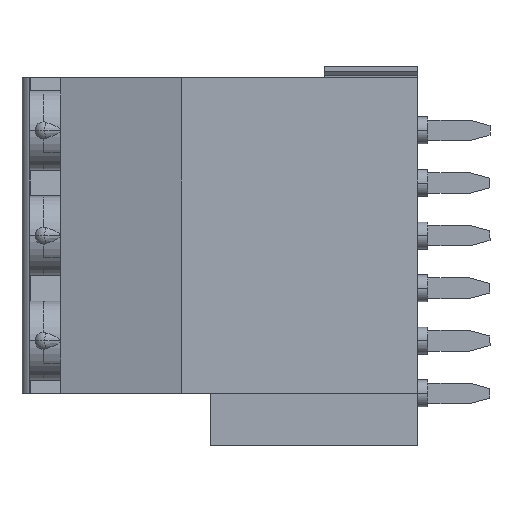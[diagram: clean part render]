
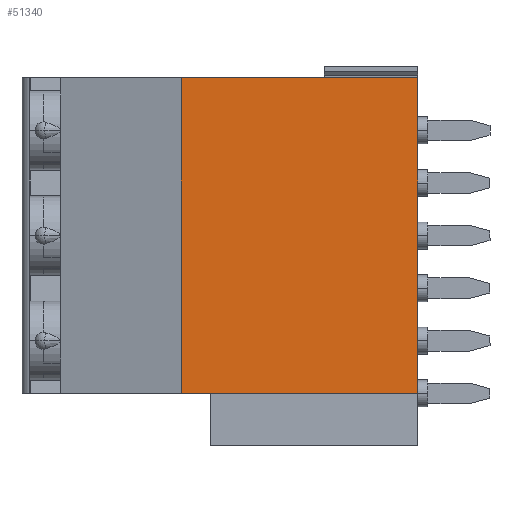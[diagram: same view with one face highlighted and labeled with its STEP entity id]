
A CAD part, left-side view. The second image highlights one B-rep face of the part: STEP entity #51340.
In plain terms, the highlighted planar face has unit normal (-1, 0, 0).
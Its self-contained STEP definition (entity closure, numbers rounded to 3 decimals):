
#2730=CARTESIAN_POINT('',(-63.352,18.464
   ,-2.54));
#2740=VERTEX_POINT('',#2730);
#2770=CARTESIAN_POINT('',(-63.352,29.534
   ,-2.54));
#2780=DIRECTION('',(0.,1.,
   0.));
#2790=VECTOR('',#2780,1.);
#2800=LINE('',#2770,#2790);
#2810=CARTESIAN_POINT('',(-63.352,29.883
   ,-2.54));
#2820=VERTEX_POINT('',#2810);
#2830=EDGE_CURVE('',#2740,#2820,#2800,.T.);
#51040=CARTESIAN_POINT('',(-63.352,
   29.534,-10.16));
#51050=DIRECTION('',(-1.,0.,
   0.));
#51060=DIRECTION('',(0.,-1.,
   0.));
#51070=AXIS2_PLACEMENT_3D('',#51040,#51050,#51060);
#51080=PLANE('',#51070);
#51090=ORIENTED_EDGE('',*,*,#2830,.T.);
#51100=CARTESIAN_POINT('',(-63.352,
   18.464,-17.78));
#51110=DIRECTION('',(0.,0.,
   1.));
#51120=VECTOR('',#51110,1.);
#51130=LINE('',#51100,#51120);
#51140=CARTESIAN_POINT('',(-63.352,
   18.464,-17.78));
#51150=VERTEX_POINT('',#51140);
#51160=EDGE_CURVE('',#51150,#2740,#51130,.T.);
#51170=ORIENTED_EDGE('',*,*,#51160,.T.);
#51180=CARTESIAN_POINT('',(-63.352,
   -23.761,-17.78));
#51190=DIRECTION('',(0.,1.,
   0.));
#51200=VECTOR('',#51190,1.);
#51210=LINE('',#51180,#51200);
#51220=CARTESIAN_POINT('',(-63.352,
   29.883,-17.78));
#51230=VERTEX_POINT('',#51220);
#51240=EDGE_CURVE('',#51150,#51230,#51210,.T.);
#51250=ORIENTED_EDGE('',*,*,#51240,.F.);
#51260=CARTESIAN_POINT('',(-63.352,
   29.883,-17.78));
#51270=DIRECTION('',(0.,0.,
   1.));
#51280=VECTOR('',#51270,1.);
#51290=LINE('',#51260,#51280);
#51300=EDGE_CURVE('',#51230,#2820,#51290,.T.);
#51310=ORIENTED_EDGE('',*,*,#51300,.F.);
#51320=EDGE_LOOP('',(#51310,#51250,#51170,#51090));
#51330=FACE_OUTER_BOUND('',#51320,.T.);
#51340=ADVANCED_FACE('',(#51330),#51080,.T.);
